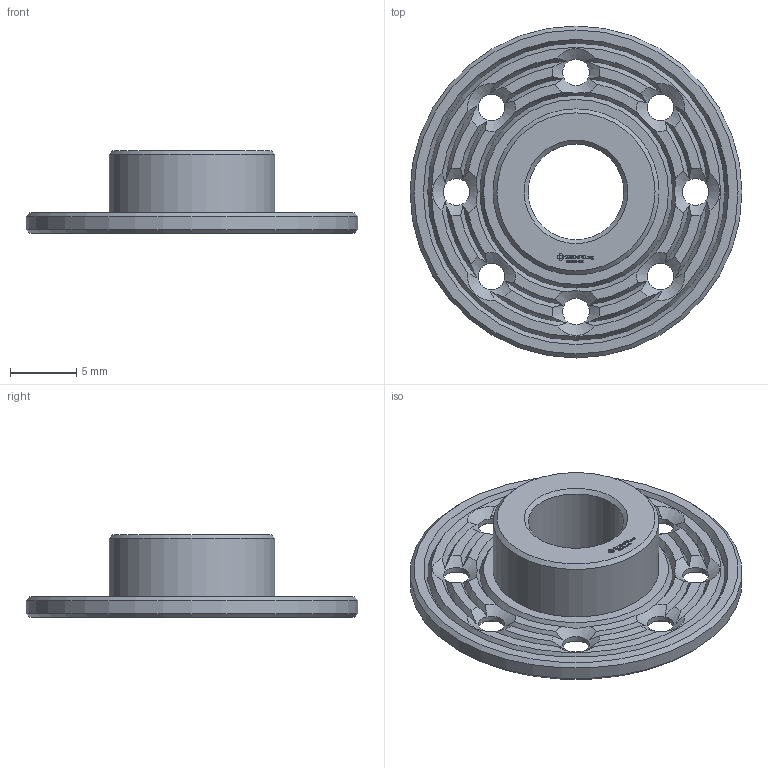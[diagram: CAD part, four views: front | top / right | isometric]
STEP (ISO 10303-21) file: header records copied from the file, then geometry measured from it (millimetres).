
FILE_DESCRIPTION(('FreeCAD Model'),'2;1');
FILE_NAME('Open CASCADE Shape Model','2024-01-05T17:25:52',(''),(''), 'Open CASCADE STEP processor 7.6','FreeCAD','Unknown');
FILE_SCHEMA(('AUTOMOTIVE_DESIGN { 1 0 10303 214 1 1 1 1 }'));
Length unit declared in the file: millimetre
Products named in the file (1): Spacer FRE ADHM FLN BU02.00x00.125x00.50 - SPN-SPR-0091 (stemfie.org)
Bounding box: 25 x 25 x 6.25 mm (x, y, z)
Volume: 952.6 mm3; surface area: 1512.7 mm2
Topology: 1 solids, 1 shells, 641 faces, 1826 edges, 1209 vertices
Faces by surface type: plane 343, extrusion 194, cone 93, cylinder 11
Full cylindrical faces by diameter (mm): 2 x8, 7.2 x1, 12.5 x1, 25 x1
Entity records: 48353 total; most frequent: CARTESIAN_POINT 13667, DIRECTION 5599, VECTOR 4025, LINE 3831, ORIENTED_EDGE 3652, PCURVE 3652, DEFINITIONAL_REPRESENTATION 3652, EDGE_CURVE 1826
